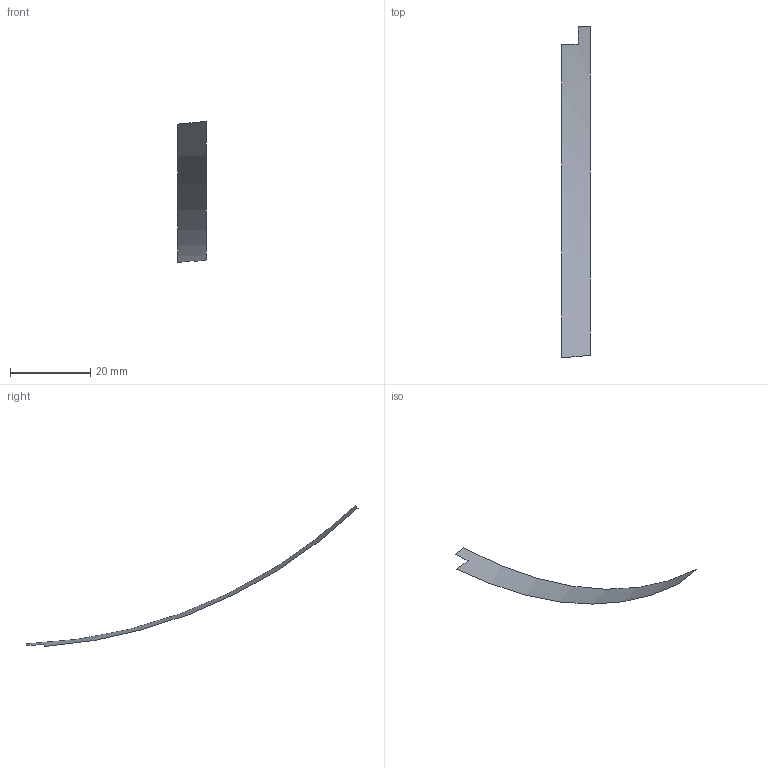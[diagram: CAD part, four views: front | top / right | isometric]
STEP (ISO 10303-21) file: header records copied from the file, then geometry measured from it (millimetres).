
FILE_DESCRIPTION(('STEP AP203'),'1');
FILE_NAME('flaeche-verlaengern.STP','2019-11-19T12:30:40',(' '),(' '),'Spatial InterOp 3D',' ',' ');
FILE_SCHEMA(('CONFIG_CONTROL_DESIGN'));
Length unit declared in the file: millimetre
Products named in the file (2): flaeche-verlaengern; ASSEM1
Assembly tree (1 placements, depth 2):
  flaeche-verlaengern
    ASSEM1
Bounding box: 7 x 82.74 x 35.18 mm (x, y, z)
Surface area: 626.5 mm2 (no closed solid volume)
Topology: 0 solids, 1 shells, 1 faces, 6 edges, 6 vertices
Faces by surface type: cone 1
Entity records: 172 total; most frequent: CARTESIAN_POINT 25, DIRECTION 13, CC_DESIGN_PERSON_AND_ORGANIZATION_ASSIGNMENT 10, PERSON_AND_ORGANIZATION_ROLE 8, AXIS2_PLACEMENT_3D 6, ORIENTED_EDGE 6, EDGE_CURVE 6, VERTEX_POINT 6
